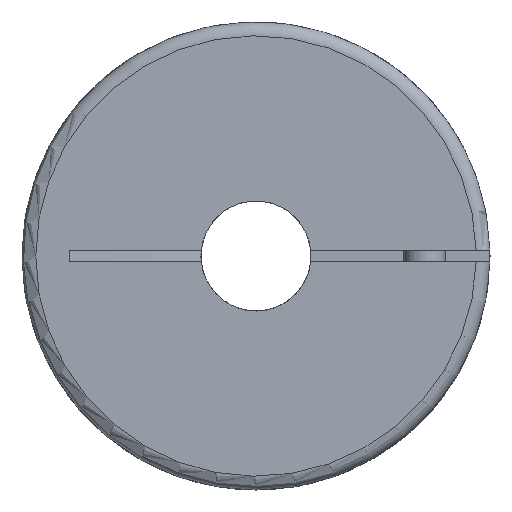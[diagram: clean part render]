
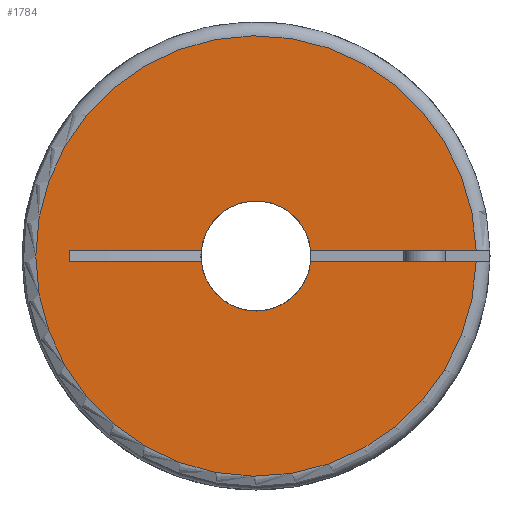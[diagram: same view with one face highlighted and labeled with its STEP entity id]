
A CAD part, left-side view. The second image highlights one B-rep face of the part: STEP entity #1784.
In plain terms, the highlighted planar face has unit normal (-1, 0, 0).
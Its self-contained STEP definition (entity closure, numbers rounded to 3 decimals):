
#95=CIRCLE('',#1933,4.);
#96=CIRCLE('',#1934,16.);
#97=CIRCLE('',#1935,4.);
#165=ORIENTED_EDGE('',*,*,#665,.T.);
#166=ORIENTED_EDGE('',*,*,#666,.T.);
#167=ORIENTED_EDGE('',*,*,#667,.F.);
#168=ORIENTED_EDGE('',*,*,#668,.T.);
#169=ORIENTED_EDGE('',*,*,#669,.T.);
#170=ORIENTED_EDGE('',*,*,#670,.F.);
#171=ORIENTED_EDGE('',*,*,#671,.T.);
#172=ORIENTED_EDGE('',*,*,#672,.T.);
#665=EDGE_CURVE('',#915,#916,#1091,.T.);
#666=EDGE_CURVE('',#916,#917,#1092,.F.);
#667=EDGE_CURVE('',#918,#917,#1093,.T.);
#668=EDGE_CURVE('',#918,#919,#95,.T.);
#669=EDGE_CURVE('',#919,#920,#1094,.T.);
#670=EDGE_CURVE('',#921,#920,#96,.T.);
#671=EDGE_CURVE('',#921,#922,#1095,.T.);
#672=EDGE_CURVE('',#922,#915,#97,.T.);
#915=VERTEX_POINT('',#2663);
#916=VERTEX_POINT('',#2664);
#917=VERTEX_POINT('',#2666);
#918=VERTEX_POINT('',#2668);
#919=VERTEX_POINT('',#2670);
#920=VERTEX_POINT('',#2672);
#921=VERTEX_POINT('',#2674);
#922=VERTEX_POINT('',#2676);
#1091=LINE('',#2662,#1247);
#1092=LINE('',#2665,#1248);
#1093=LINE('',#2667,#1249);
#1094=LINE('',#2671,#1250);
#1095=LINE('',#2675,#1251);
#1247=VECTOR('',#2126,1000.);
#1248=VECTOR('',#2127,1000.);
#1249=VECTOR('',#2128,1000.);
#1250=VECTOR('',#2131,1000.);
#1251=VECTOR('',#2134,1000.);
#1403=EDGE_LOOP('',(#165,#166,#167,#168,#169,#170,#171,#172));
#1555=FACE_BOUND('',#1403,.T.);
#1707=PLANE('',#1932);
#1784=ADVANCED_FACE('',(#1555),#1707,.T.);
#1932=AXIS2_PLACEMENT_3D('',#2661,#2124,#2125);
#1933=AXIS2_PLACEMENT_3D('',#2669,#2129,#2130);
#1934=AXIS2_PLACEMENT_3D('',#2673,#2132,#2133);
#1935=AXIS2_PLACEMENT_3D('',#2677,#2135,#2136);
#2124=DIRECTION('',(-1.,0.,0.));
#2125=DIRECTION('',(0.,0.,1.));
#2126=DIRECTION('',(0.,1.,0.));
#2127=DIRECTION('',(0.,0.,-1.));
#2128=DIRECTION('',(0.,1.,0.));
#2129=DIRECTION('',(1.,0.,0.));
#2130=DIRECTION('',(0.,0.,-1.));
#2131=DIRECTION('',(0.,-1.,0.));
#2132=DIRECTION('',(1.,0.,0.));
#2133=DIRECTION('',(0.,0.,-1.));
#2134=DIRECTION('',(0.,1.,0.));
#2135=DIRECTION('',(1.,0.,0.));
#2136=DIRECTION('',(0.,0.,-1.));
#2661=CARTESIAN_POINT('',(0.,16.,0.));
#2662=CARTESIAN_POINT('',(0.,16.,-0.4));
#2663=CARTESIAN_POINT('',(0.,3.98,-0.4));
#2664=CARTESIAN_POINT('',(0.,13.554,-0.4));
#2665=CARTESIAN_POINT('',(0.,13.554,0.4));
#2666=CARTESIAN_POINT('',(0.,13.554,0.4));
#2667=CARTESIAN_POINT('',(0.,16.,0.4));
#2668=CARTESIAN_POINT('',(0.,3.98,0.4));
#2669=CARTESIAN_POINT('',(0.,0.,0.));
#2670=CARTESIAN_POINT('',(0.,-3.98,0.4));
#2671=CARTESIAN_POINT('',(0.,0.,0.4));
#2672=CARTESIAN_POINT('',(0.,-15.995,0.4));
#2673=CARTESIAN_POINT('',(0.,0.,0.));
#2674=CARTESIAN_POINT('',(0.,-15.995,-0.4));
#2675=CARTESIAN_POINT('',(0.,-17.,-0.4));
#2676=CARTESIAN_POINT('',(0.,-3.98,-0.4));
#2677=CARTESIAN_POINT('',(0.,0.,0.));
